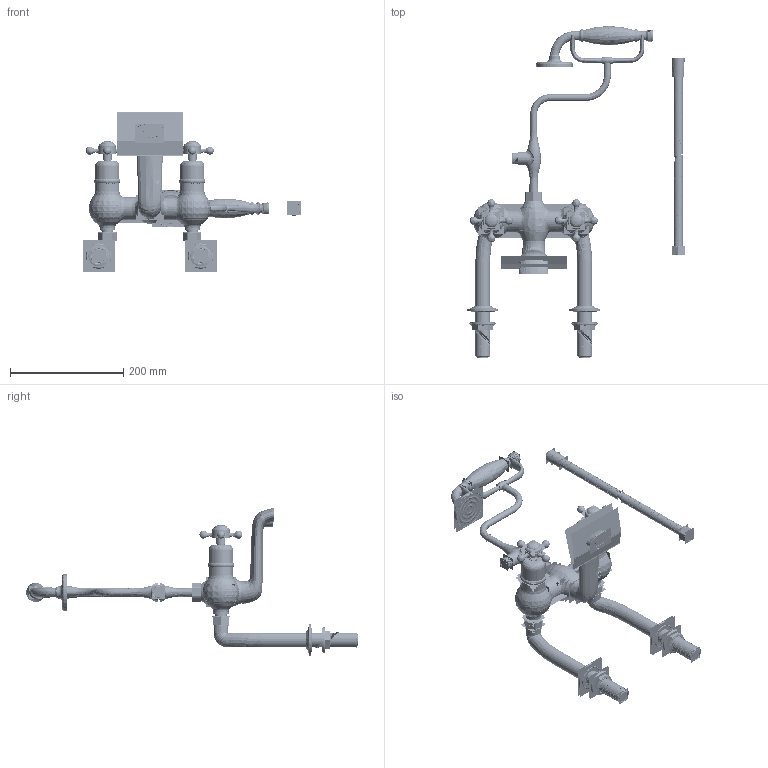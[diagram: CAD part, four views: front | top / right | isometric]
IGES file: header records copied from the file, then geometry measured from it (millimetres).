
Start section:  PTC IGES file: t2db-sl2870-00.igs
Global section: file name: t2db-sl2870-00.igs; native system: Creo Parametric by PTC Inc.; preprocessor: 2014500; author: Administrator; organization: Unknown; date: 20210702.141304; units: inch
Bounding box: 386.06 x 585.86 x 282.82 mm (x, y, z)
Volume: 2428010.4 mm3; surface area: 8413095 mm2
Topology: 102 solids, 126 shells, 10152 faces, 69317 edges, 100050 vertices
Faces by surface type: revolution 5940, bspline 4196, extrusion 16
